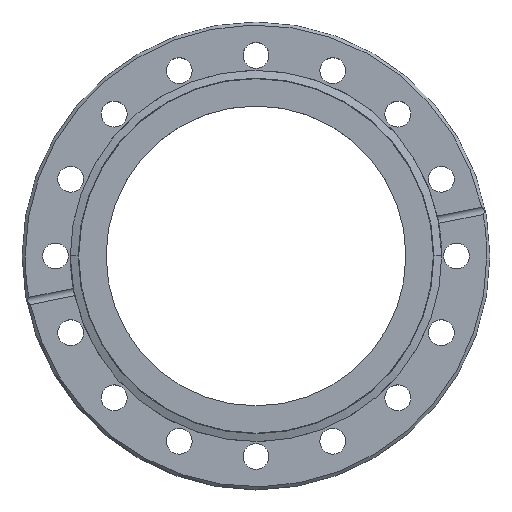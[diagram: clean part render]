
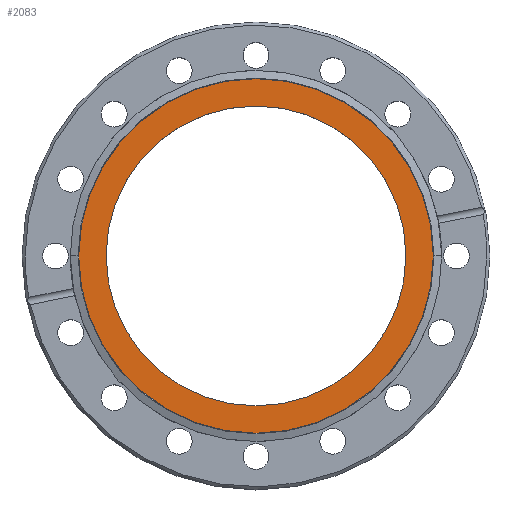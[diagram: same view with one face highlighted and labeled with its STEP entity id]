
A CAD part, top view. The second image highlights one B-rep face of the part: STEP entity #2083.
In plain terms, the highlighted planar face has unit normal (0, 0, 1).
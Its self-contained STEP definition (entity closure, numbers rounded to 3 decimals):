
#47 = ORIENTED_EDGE ( 'NONE', *, *, #2134, .T. ) ;
#262 = VERTEX_POINT ( 'NONE', #1082 ) ;
#288 = CIRCLE ( 'NONE', #1201, 57.598 ) ;
#296 = EDGE_CURVE ( 'NONE', #2071, #262, #1635, .T. ) ;
#427 = VERTEX_POINT ( 'NONE', #1071 ) ;
#490 = AXIS2_PLACEMENT_3D ( 'NONE', #1852, #2119, #1258 ) ;
#617 = DIRECTION ( 'NONE',  ( 1., 0., 0. ) ) ;
#626 = CIRCLE ( 'NONE', #1123, 48.7 ) ;
#634 = DIRECTION ( 'NONE',  ( 0., 0., 1. ) ) ;
#640 = CARTESIAN_POINT ( 'NONE',  ( 0., 0., -1.2 ) ) ;
#744 = FACE_OUTER_BOUND ( 'NONE', #1500, .T. ) ;
#774 = EDGE_CURVE ( 'NONE', #1243, #427, #1265, .T. ) ;
#985 = AXIS2_PLACEMENT_3D ( 'NONE', #640, #634, #617 ) ;
#987 = CARTESIAN_POINT ( 'NONE',  ( 0., 0., -1.2 ) ) ;
#1034 = ORIENTED_EDGE ( 'NONE', *, *, #774, .T. ) ;
#1071 = CARTESIAN_POINT ( 'NONE',  ( -48.7, 0., -1.2 ) ) ;
#1082 = CARTESIAN_POINT ( 'NONE',  ( -57.598, 0., -1.2 ) ) ;
#1093 = CARTESIAN_POINT ( 'NONE',  ( 48.7, 0., -1.2 ) ) ;
#1107 = DIRECTION ( 'NONE',  ( 0., 0., -1. ) ) ;
#1123 = AXIS2_PLACEMENT_3D ( 'NONE', #2007, #1107, #2141 ) ;
#1177 = DIRECTION ( 'NONE',  ( 1., 0., 0. ) ) ;
#1201 = AXIS2_PLACEMENT_3D ( 'NONE', #987, #2063, #1177 ) ;
#1243 = VERTEX_POINT ( 'NONE', #1093 ) ;
#1258 = DIRECTION ( 'NONE',  ( 1., 0., 0. ) ) ;
#1265 = CIRCLE ( 'NONE', #1523, 48.7 ) ;
#1500 = EDGE_LOOP ( 'NONE', ( #2049, #1904 ) ) ;
#1523 = AXIS2_PLACEMENT_3D ( 'NONE', #1697, #1712, #1592 ) ;
#1575 = PLANE ( 'NONE',  #490 ) ;
#1592 = DIRECTION ( 'NONE',  ( 1., 0., 0. ) ) ;
#1635 = CIRCLE ( 'NONE', #985, 57.598 ) ;
#1640 = EDGE_LOOP ( 'NONE', ( #47, #1034 ) ) ;
#1697 = CARTESIAN_POINT ( 'NONE',  ( 0., 0., -1.2 ) ) ;
#1712 = DIRECTION ( 'NONE',  ( 0., 0., -1. ) ) ;
#1842 = CARTESIAN_POINT ( 'NONE',  ( 57.598, 0., -1.2 ) ) ;
#1852 = CARTESIAN_POINT ( 'NONE',  ( 0., 0., -1.2 ) ) ;
#1862 = EDGE_CURVE ( 'NONE', #262, #2071, #288, .T. ) ;
#1904 = ORIENTED_EDGE ( 'NONE', *, *, #1862, .T. ) ;
#1926 = FACE_BOUND ( 'NONE', #1640, .T. ) ;
#2007 = CARTESIAN_POINT ( 'NONE',  ( 0., 0., -1.2 ) ) ;
#2049 = ORIENTED_EDGE ( 'NONE', *, *, #296, .T. ) ;
#2063 = DIRECTION ( 'NONE',  ( 0., 0., 1. ) ) ;
#2071 = VERTEX_POINT ( 'NONE', #1842 ) ;
#2083 = ADVANCED_FACE ( 'NONE', ( #744, #1926 ), #1575, .T. ) ;
#2119 = DIRECTION ( 'NONE',  ( 0., 0., 1. ) ) ;
#2134 = EDGE_CURVE ( 'NONE', #427, #1243, #626, .T. ) ;
#2141 = DIRECTION ( 'NONE',  ( 1., 0., 0. ) ) ;
